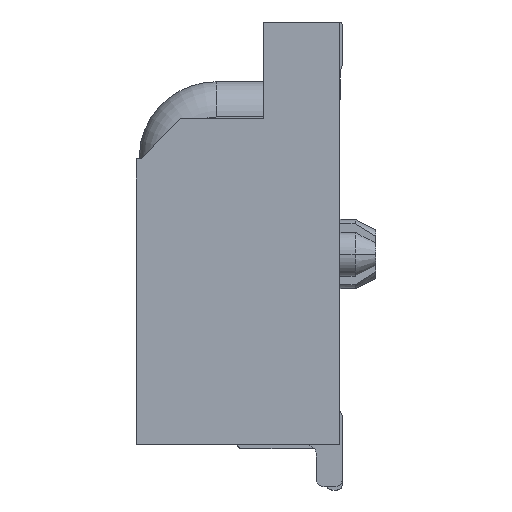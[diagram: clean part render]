
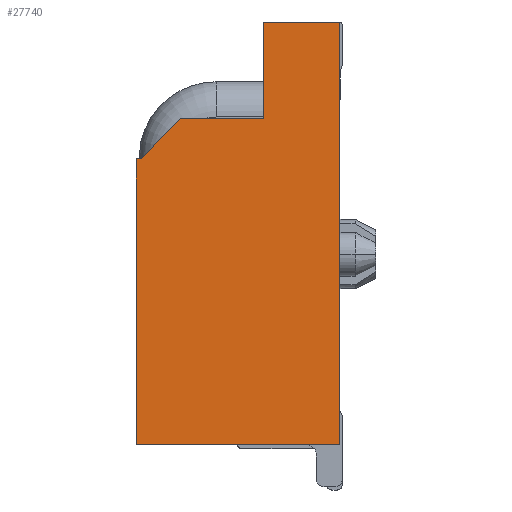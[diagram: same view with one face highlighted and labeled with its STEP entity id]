
A CAD part, left-side view. The second image highlights one B-rep face of the part: STEP entity #27740.
In plain terms, the highlighted planar face has unit normal (-1, 0, 0).
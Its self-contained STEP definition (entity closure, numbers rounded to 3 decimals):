
#4=DIRECTION('',(0.,0.,1.));
#5=VECTOR('',#4,5.55);
#6=CARTESIAN_POINT('',(-14.95,1.95,-8.2));
#7=LINE('',#6,#5);
#12=DIRECTION('',(0.,-1.,0.));
#13=VECTOR('',#12,0.1);
#14=CARTESIAN_POINT('',(-14.95,1.95,-2.65));
#15=LINE('',#14,#13);
#19=DIRECTION('',(0.,-0.693,0.721));
#20=VECTOR('',#19,1.082);
#21=CARTESIAN_POINT('',(-14.95,1.85,-2.65));
#22=LINE('',#21,#20);
#26=DIRECTION('',(0.,-1.,0.));
#27=VECTOR('',#26,1.63);
#28=CARTESIAN_POINT('',(-14.95,1.1,-1.87));
#29=LINE('',#28,#27);
#33=DIRECTION('',(0.,0.,1.));
#34=VECTOR('',#33,1.87);
#35=CARTESIAN_POINT('',(-14.95,-0.53,-1.87));
#36=LINE('',#35,#34);
#40=DIRECTION('',(0.,-1.,0.));
#41=VECTOR('',#40,1.47);
#42=CARTESIAN_POINT('',(-14.95,-0.53,0.));
#43=LINE('',#42,#41);
#47=DIRECTION('',(0.,0.,-1.));
#48=VECTOR('',#47,8.2);
#49=CARTESIAN_POINT('',(-14.95,-2.,0.));
#50=LINE('',#49,#48);
#54=DIRECTION('',(0.,1.,0.));
#55=VECTOR('',#54,3.95);
#56=CARTESIAN_POINT('',(-14.95,-2.,-8.2));
#57=LINE('',#56,#55);
#23474=CARTESIAN_POINT('',(-14.95,-2.,-8.2));
#23475=CARTESIAN_POINT('',(-14.95,1.95,-8.2));
#23476=VERTEX_POINT('',#23474);
#23477=VERTEX_POINT('',#23475);
#23478=CARTESIAN_POINT('',(-14.95,-0.53,-1.87));
#23479=CARTESIAN_POINT('',(-14.95,-0.53,0.));
#23480=VERTEX_POINT('',#23478);
#23481=VERTEX_POINT('',#23479);
#23482=CARTESIAN_POINT('',(-14.95,1.1,-1.87));
#23483=VERTEX_POINT('',#23482);
#23484=CARTESIAN_POINT('',(-14.95,1.95,-2.65));
#23485=VERTEX_POINT('',#23484);
#23498=CARTESIAN_POINT('',(-14.95,-2.,0.));
#23499=VERTEX_POINT('',#23498);
#27708=CARTESIAN_POINT('',(-14.95,1.85,-2.65));
#27709=VERTEX_POINT('',#27708);
#27717=CARTESIAN_POINT('',(-14.95,0.,0.));
#27718=DIRECTION('',(1.,0.,0.));
#27719=DIRECTION('',(0.,0.,-1.));
#27720=AXIS2_PLACEMENT_3D('',#27717,#27718,#27719);
#27721=PLANE('',#27720);
#27723=ORIENTED_EDGE('',*,*,#27722,.T.);
#27725=ORIENTED_EDGE('',*,*,#27724,.T.);
#27727=ORIENTED_EDGE('',*,*,#27726,.T.);
#27729=ORIENTED_EDGE('',*,*,#27728,.T.);
#27731=ORIENTED_EDGE('',*,*,#27730,.T.);
#27733=ORIENTED_EDGE('',*,*,#27732,.T.);
#27735=ORIENTED_EDGE('',*,*,#27734,.T.);
#27737=ORIENTED_EDGE('',*,*,#27736,.T.);
#27738=EDGE_LOOP('',(#27723,#27725,#27727,#27729,#27731,#27733,#27735,#27737));
#27739=FACE_OUTER_BOUND('',#27738,.F.);
#27722=EDGE_CURVE('',#23477,#23485,#7,.T.);
#27724=EDGE_CURVE('',#23485,#27709,#15,.T.);
#27726=EDGE_CURVE('',#27709,#23483,#22,.T.);
#27728=EDGE_CURVE('',#23483,#23480,#29,.T.);
#27730=EDGE_CURVE('',#23480,#23481,#36,.T.);
#27732=EDGE_CURVE('',#23481,#23499,#43,.T.);
#27734=EDGE_CURVE('',#23499,#23476,#50,.T.);
#27736=EDGE_CURVE('',#23476,#23477,#57,.T.);
#27740=ADVANCED_FACE('',(#27739),#27721,.F.);
